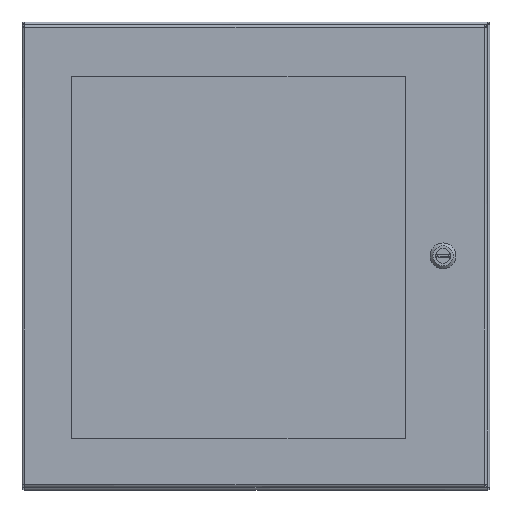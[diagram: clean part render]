
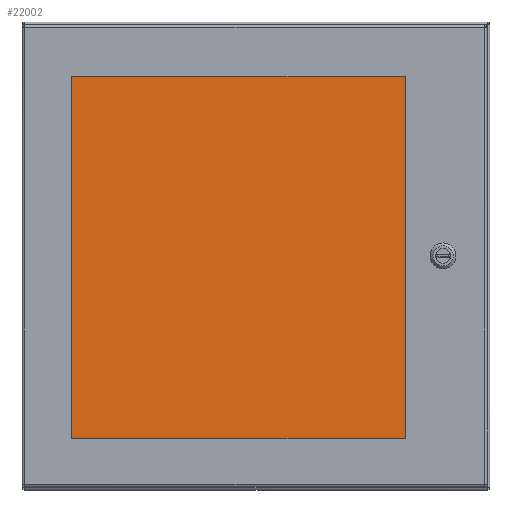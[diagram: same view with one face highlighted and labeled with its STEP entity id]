
A CAD part, top view. The second image highlights one B-rep face of the part: STEP entity #22002.
In plain terms, the highlighted planar face has unit normal (0, 0, 1).
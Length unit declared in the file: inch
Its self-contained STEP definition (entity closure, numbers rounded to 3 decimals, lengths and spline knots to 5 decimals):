
#21860=CARTESIAN_POINT('',(0.0,0.0,0.25));
#21861=VERTEX_POINT('',#21860);
#21862=CARTESIAN_POINT('',(0.,16.5,0.25));
#21863=VERTEX_POINT('',#21862);
#21864=CARTESIAN_POINT('',(0.,0.0,0.25));
#21865=DIRECTION('',(0.0,1.0,0.0));
#21866=VECTOR('',#21865,16.5);
#21867=LINE('',#21864,#21866);
#21868=EDGE_CURVE('',#21861,#21863,#21867,.T.);
#21900=CARTESIAN_POINT('',(15.25,16.5,0.25));
#21901=VERTEX_POINT('',#21900);
#21902=CARTESIAN_POINT('',(0.,16.5,0.25));
#21903=DIRECTION('',(1.0,0.0,0.0));
#21904=VECTOR('',#21903,15.25);
#21905=LINE('',#21902,#21904);
#21906=EDGE_CURVE('',#21863,#21901,#21905,.T.);
#21931=CARTESIAN_POINT('',(15.25,0.,0.25));
#21932=VERTEX_POINT('',#21931);
#21933=CARTESIAN_POINT('',(15.25,16.5,0.25));
#21934=DIRECTION('',(0.0,-1.0,0.0));
#21935=VECTOR('',#21934,16.5);
#21936=LINE('',#21933,#21935);
#21937=EDGE_CURVE('',#21901,#21932,#21936,.T.);
#21962=CARTESIAN_POINT('',(15.25,0.,0.25));
#21963=DIRECTION('',(-1.0,0.0,0.0));
#21964=VECTOR('',#21963,15.25);
#21965=LINE('',#21962,#21964);
#21966=EDGE_CURVE('',#21932,#21861,#21965,.T.);
#21991=CARTESIAN_POINT('',(7.625,8.25,0.25));
#21992=DIRECTION('',(0.0,0.0,1.0));
#21993=DIRECTION('',(1.0,0.0,0.0));
#21994=AXIS2_PLACEMENT_3D('',#21991,#21992,#21993);
#21995=PLANE('',#21994);
#21996=ORIENTED_EDGE('',*,*,#21868,.F.);
#21997=ORIENTED_EDGE('',*,*,#21966,.F.);
#21998=ORIENTED_EDGE('',*,*,#21937,.F.);
#21999=ORIENTED_EDGE('',*,*,#21906,.F.);
#22000=EDGE_LOOP('',(#21996,#21997,#21998,#21999));
#22001=FACE_OUTER_BOUND('',#22000,.T.);
#22002=ADVANCED_FACE('',(#22001),#21995,.T.);
